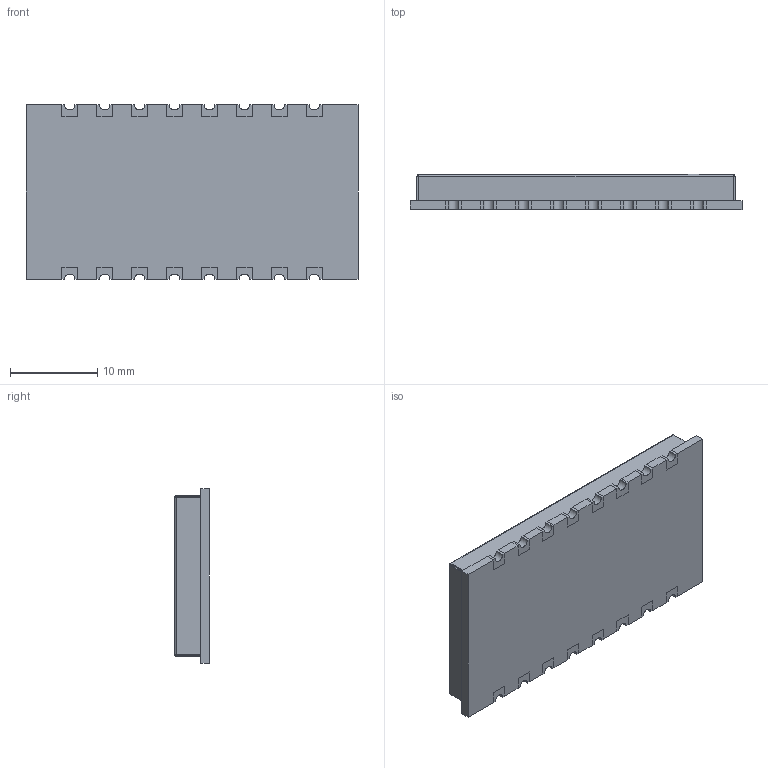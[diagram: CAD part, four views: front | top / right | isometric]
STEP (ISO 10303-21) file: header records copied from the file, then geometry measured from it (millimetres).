
FILE_DESCRIPTION (( 'STEP AP214' ), '1' );
FILE_NAME ('LoRa1262F30.STEP', '2021-04-29T22:53:38', ( '' ), ( '' ), 'SwSTEP 2.0', 'SolidWorks 2017', '' );
FILE_SCHEMA (( 'AUTOMOTIVE_DESIGN' ));
Length unit declared in the file: millimetre
Products named in the file (1): LoRa1262F30
Bounding box: 38 x 4 x 20 mm (x, y, z)
Volume: 896.4 mm3; surface area: 3735.1 mm2
Topology: 18 solids, 18 shells, 236 faces, 568 edges, 368 vertices
Faces by surface type: plane 204, cylinder 24, bspline 8
Entity records: 7183 total; most frequent: CARTESIAN_POINT 1517, ORIENTED_EDGE 1136, DIRECTION 1042, EDGE_CURVE 568, LINE 520, VECTOR 520, VERTEX_POINT 368, AXIS2_PLACEMENT_3D 261
